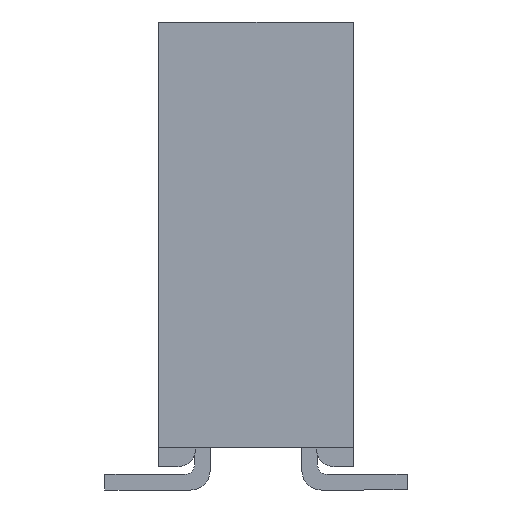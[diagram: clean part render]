
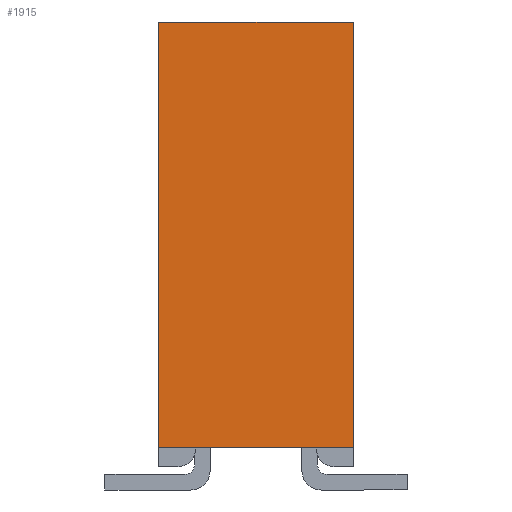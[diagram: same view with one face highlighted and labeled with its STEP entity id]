
A CAD part, left-side view. The second image highlights one B-rep face of the part: STEP entity #1915.
In plain terms, the highlighted planar face has unit normal (-1, 0, 0).
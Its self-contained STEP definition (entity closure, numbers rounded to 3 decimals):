
#1915 = ADVANCED_FACE('',(#1916),#1950,.F.);
#1916 = FACE_BOUND('',#1917,.T.);
#1917 = EDGE_LOOP('',(#1918,#1928,#1936,#1944));
#1918 = ORIENTED_EDGE('',*,*,#1919,.T.);
#1919 = EDGE_CURVE('',#1920,#1922,#1924,.T.);
#1920 = VERTEX_POINT('',#1921);
#1921 = CARTESIAN_POINT('',(-6.477,5.791,-1.27));
#1922 = VERTEX_POINT('',#1923);
#1923 = CARTESIAN_POINT('',(-6.477,0.254,-1.27));
#1924 = LINE('',#1925,#1926);
#1925 = CARTESIAN_POINT('',(-6.477,5.791,-1.27));
#1926 = VECTOR('',#1927,1.);
#1927 = DIRECTION('',(0.,-1.,0.));
#1928 = ORIENTED_EDGE('',*,*,#1929,.T.);
#1929 = EDGE_CURVE('',#1922,#1930,#1932,.T.);
#1930 = VERTEX_POINT('',#1931);
#1931 = CARTESIAN_POINT('',(-6.477,0.254,1.27));
#1932 = LINE('',#1933,#1934);
#1933 = CARTESIAN_POINT('',(-6.477,0.254,-0.787));
#1934 = VECTOR('',#1935,1.);
#1935 = DIRECTION('',(0.,0.,1.));
#1936 = ORIENTED_EDGE('',*,*,#1937,.F.);
#1937 = EDGE_CURVE('',#1938,#1930,#1940,.T.);
#1938 = VERTEX_POINT('',#1939);
#1939 = CARTESIAN_POINT('',(-6.477,5.791,1.27));
#1940 = LINE('',#1941,#1942);
#1941 = CARTESIAN_POINT('',(-6.477,5.791,1.27));
#1942 = VECTOR('',#1943,1.);
#1943 = DIRECTION('',(0.,-1.,0.));
#1944 = ORIENTED_EDGE('',*,*,#1945,.F.);
#1945 = EDGE_CURVE('',#1920,#1938,#1946,.T.);
#1946 = LINE('',#1947,#1948);
#1947 = CARTESIAN_POINT('',(-6.477,5.791,-1.27));
#1948 = VECTOR('',#1949,1.);
#1949 = DIRECTION('',(0.,0.,1.));
#1950 = PLANE('',#1951);
#1951 = AXIS2_PLACEMENT_3D('',#1952,#1953,#1954);
#1952 = CARTESIAN_POINT('',(-6.477,5.791,-1.27));
#1953 = DIRECTION('',(1.,0.,0.));
#1954 = DIRECTION('',(0.,0.,-1.));
